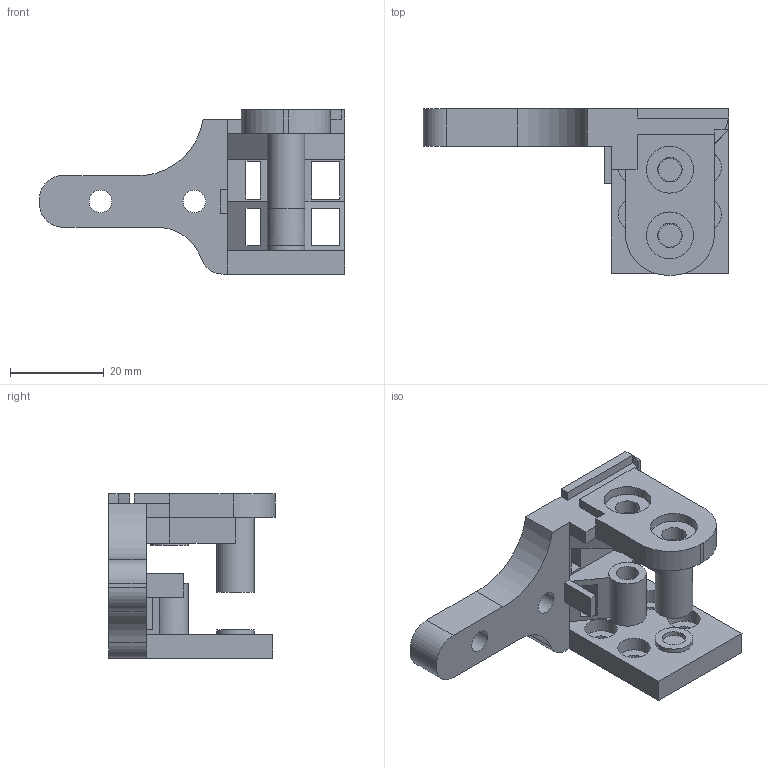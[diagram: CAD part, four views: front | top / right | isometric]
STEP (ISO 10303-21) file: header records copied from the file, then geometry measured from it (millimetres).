
FILE_DESCRIPTION(('FreeCAD Model'),'2;1');
FILE_NAME('Open CASCADE Shape Model','2023-07-05T02:17:30',('Author'),( ''),'Open CASCADE STEP processor 7.6','FreeCAD','Unknown');
FILE_SCHEMA(('AUTOMOTIVE_DESIGN { 1 0 10303 214 1 1 1 1 }'));
Length unit declared in the file: millimetre
Products named in the file (1): y_carriage_left (Mirror #1)
Bounding box: 65 x 35.5 x 35 mm (x, y, z)
Volume: 16059.6 mm3; surface area: 9725.8 mm2
Topology: 1 solids, 1 shells, 115 faces, 279 edges, 175 vertices
Faces by surface type: plane 86, cylinder 29
Full cylindrical faces by diameter (mm): 3.2 x4, 4.8 x2, 4.9 x2, 5.2 x4, 7 x4, 8 x4, 10 x2
Entity records: 7099 total; most frequent: CARTESIAN_POINT 1314, DIRECTION 1098, LINE 719, VECTOR 719, ORIENTED_EDGE 558, PCURVE 558, DEFINITIONAL_REPRESENTATION 558, EDGE_CURVE 279
